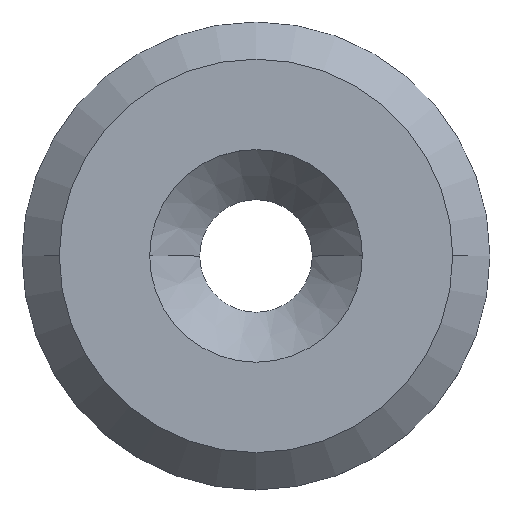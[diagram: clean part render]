
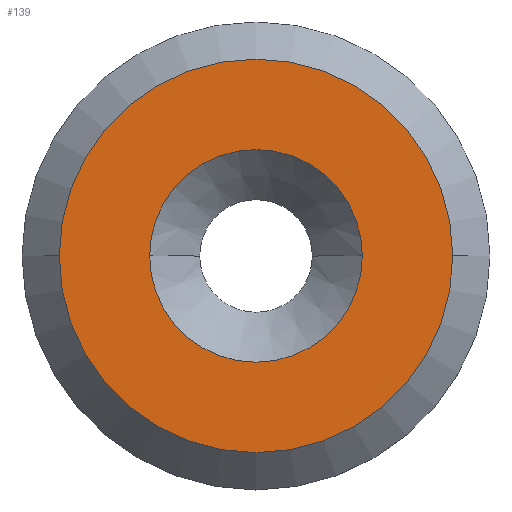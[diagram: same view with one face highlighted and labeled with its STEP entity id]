
A CAD part, top view. The second image highlights one B-rep face of the part: STEP entity #139.
In plain terms, the highlighted planar face has unit normal (0, 0, 1).
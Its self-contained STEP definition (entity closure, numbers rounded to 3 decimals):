
#85=EDGE_CURVE('',#117,#95,#206,.T.);
#95=VERTEX_POINT('',#217);
#97=EDGE_CURVE('',#95,#117,#219,.T.);
#99=EDGE_CURVE('',#143,#141,#221,.T.);
#117=VERTEX_POINT('',#242);
#139=ADVANCED_FACE('',(#265,#266),#267,.T.);
#141=VERTEX_POINT('',#269);
#143=VERTEX_POINT('',#271);
#171=EDGE_CURVE('',#141,#143,#302,.T.);
#206=CIRCLE('',#328,5.0);
#217=CARTESIAN_POINT('',(5.,0.,3.5));
#219=CIRCLE('',#346,5.0);
#221=CIRCLE('',#349,9.25);
#242=CARTESIAN_POINT('',(-5.,0.,3.5));
#265=FACE_BOUND('',#409,.T.);
#266=FACE_OUTER_BOUND('',#410,.T.);
#267=PLANE('',#411);
#269=CARTESIAN_POINT('',(-9.25,0.,3.5));
#271=CARTESIAN_POINT('',(9.25,0.,3.5));
#302=CIRCLE('',#455,9.25);
#328=AXIS2_PLACEMENT_3D('',#489,#490,#491);
#346=AXIS2_PLACEMENT_3D('',#507,#508,#509);
#349=AXIS2_PLACEMENT_3D('',#510,#511,#512);
#409=EDGE_LOOP('',(#569,#570));
#410=EDGE_LOOP('',(#571,#572));
#411=AXIS2_PLACEMENT_3D('',#573,#574,#575);
#455=AXIS2_PLACEMENT_3D('',#601,#602,#603);
#489=CARTESIAN_POINT('',(0.,0.,3.5));
#490=DIRECTION('',(0.,0.,1.0));
#491=DIRECTION('',(-1.0,0.,0.));
#507=CARTESIAN_POINT('',(0.,0.,3.5));
#508=DIRECTION('',(0.,0.,1.0));
#509=DIRECTION('',(-1.0,0.,0.));
#510=CARTESIAN_POINT('',(0.,0.,3.5));
#511=DIRECTION('',(0.,0.,1.0));
#512=DIRECTION('',(-1.0,0.,0.));
#569=ORIENTED_EDGE('',*,*,#85,.F.);
#570=ORIENTED_EDGE('',*,*,#97,.F.);
#571=ORIENTED_EDGE('',*,*,#171,.T.);
#572=ORIENTED_EDGE('',*,*,#99,.T.);
#573=CARTESIAN_POINT('',(-7.125,0.,3.5));
#574=DIRECTION('',(0.,0.,1.0));
#575=DIRECTION('',(-1.0,0.,0.0));
#601=CARTESIAN_POINT('',(0.,0.,3.5));
#602=DIRECTION('',(0.,0.,1.0));
#603=DIRECTION('',(-1.0,0.,0.));
